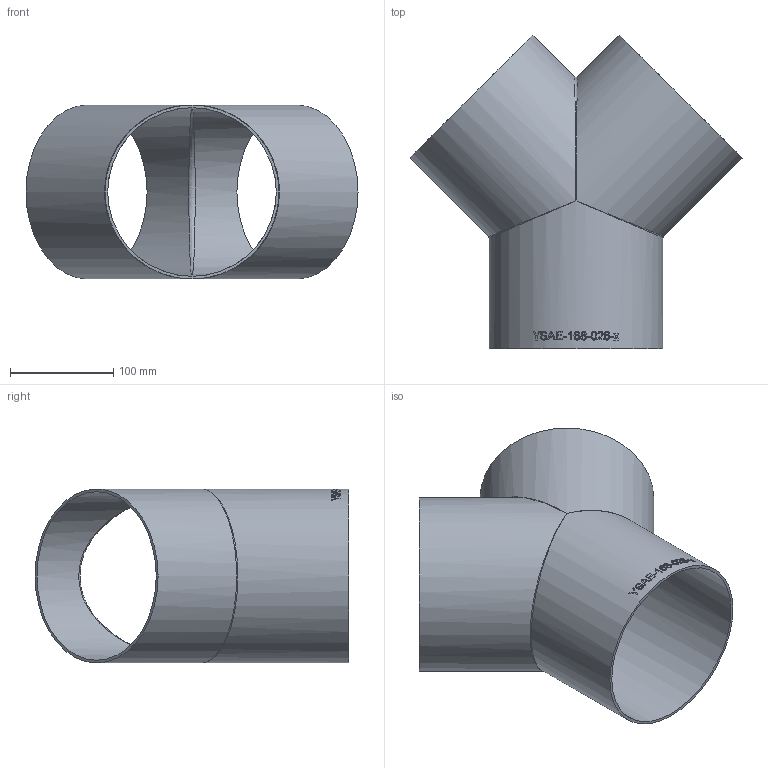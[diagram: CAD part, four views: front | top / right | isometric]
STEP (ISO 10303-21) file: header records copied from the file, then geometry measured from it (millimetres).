
FILE_DESCRIPTION (( 'STEP AP214' ), '1' );
FILE_NAME ('YSAE-168-026-x Y-Stück 2005.STEP', '2020-05-27T12:07:32', ( '' ), ( '' ), 'SwSTEP 2.0', 'SolidWorks 2019', '' );
FILE_SCHEMA (( 'AUTOMOTIVE_DESIGN' ));
Length unit declared in the file: millimetre
Products named in the file (1): YSAE-168-026-x Y-Stück 2005
Bounding box: 321.24 x 303.62 x 168.3 mm (x, y, z)
Volume: 449675.3 mm3; surface area: 349974.4 mm2
Topology: 1 solids, 1 shells, 193 faces, 517 edges, 332 vertices
Faces by surface type: bspline 115, plane 51, cylinder 27
Full cylindrical faces by diameter (mm): 163.1 x3, 168.3 x3
Entity records: 29138 total; most frequent: CARTESIAN_POINT 23565, ORIENTED_EDGE 978, EDGE_CURVE 489, DIRECTION 355, B_SPLINE_CURVE_WITH_KNOTS 344, VERTEX_POINT 324, EDGE_LOOP 221, FACE_OUTER_BOUND 198
